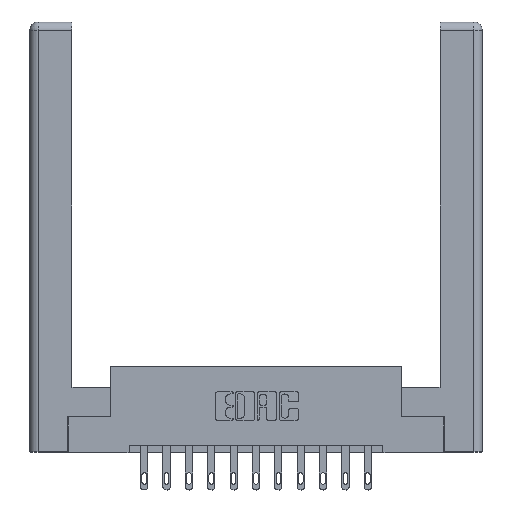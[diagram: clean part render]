
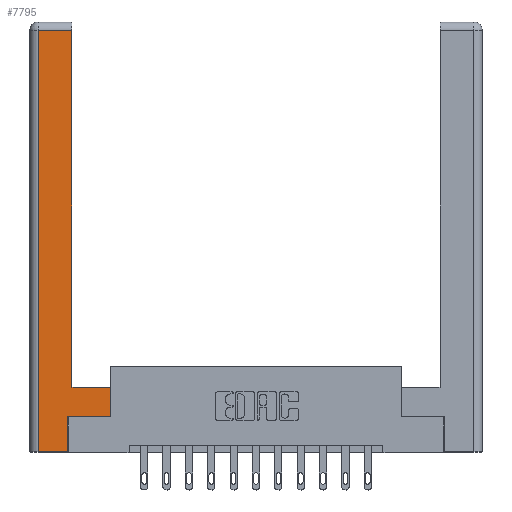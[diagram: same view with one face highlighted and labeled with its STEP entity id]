
A CAD part, top view. The second image highlights one B-rep face of the part: STEP entity #7795.
In plain terms, the highlighted planar face has unit normal (0, 0, 1).
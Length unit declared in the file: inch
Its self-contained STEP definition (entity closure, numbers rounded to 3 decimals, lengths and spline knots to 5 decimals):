
#180 = CARTESIAN_POINT ( 'NONE',  ( 0.265, 0.245, 0. ) ) ;
#386 = CARTESIAN_POINT ( 'NONE',  ( 0.265, 0.245, 0. ) ) ;
#744 = CARTESIAN_POINT ( 'NONE',  ( 0.295, 0.45, 0. ) ) ;
#1010 = CARTESIAN_POINT ( 'NONE',  ( 0., 0., 0. ) ) ;
#1019 = EDGE_LOOP ( 'NONE', ( #4832, #14947, #6416, #11794, #6772, #9581, #13483, #11409 ) ) ;
#1140 = EDGE_CURVE ( 'NONE', #7590, #14505, #4396, .T. ) ;
#1900 = DIRECTION ( 'NONE',  ( 1., 0., 0. ) ) ;
#1990 = CARTESIAN_POINT ( 'NONE',  ( 0.565, 0.245, 0. ) ) ;
#2783 = EDGE_CURVE ( 'NONE', #10240, #3307, #9833, .T. ) ;
#3031 = CARTESIAN_POINT ( 'NONE',  ( 0.295, 0.45, 0. ) ) ;
#3275 = LINE ( 'NONE', #10890, #9490 ) ;
#3307 = VERTEX_POINT ( 'NONE', #7565 ) ;
#3474 = VERTEX_POINT ( 'NONE', #13221 ) ;
#3484 = VECTOR ( 'NONE', #5083, 39.37008 ) ;
#4082 = LINE ( 'NONE', #1990, #11177 ) ;
#4396 = LINE ( 'NONE', #3031, #4798 ) ;
#4519 = EDGE_CURVE ( 'NONE', #14826, #10240, #10697, .T. ) ;
#4551 = DIRECTION ( 'NONE',  ( -1., 0., 0. ) ) ;
#4798 = VECTOR ( 'NONE', #14579, 39.37008 ) ;
#4832 = ORIENTED_EDGE ( 'NONE', *, *, #12360, .T. ) ;
#4888 = VECTOR ( 'NONE', #13901, 39.37008 ) ;
#4988 = FACE_OUTER_BOUND ( 'NONE', #1019, .T. ) ;
#5066 = LINE ( 'NONE', #12472, #4888 ) ;
#5083 = DIRECTION ( 'NONE',  ( 0., 1., 0. ) ) ;
#5108 = DIRECTION ( 'NONE',  ( 0., 1., 0. ) ) ;
#5219 = CARTESIAN_POINT ( 'NONE',  ( 0.565, 0.45, 0. ) ) ;
#5305 = VERTEX_POINT ( 'NONE', #10812 ) ;
#5424 = VECTOR ( 'NONE', #8799, 39.37008 ) ;
#5717 = CARTESIAN_POINT ( 'NONE',  ( 0.265, 0., 0. ) ) ;
#6416 = ORIENTED_EDGE ( 'NONE', *, *, #4519, .T. ) ;
#6619 = CARTESIAN_POINT ( 'NONE',  ( 0.0615, 0., 0. ) ) ;
#6772 = ORIENTED_EDGE ( 'NONE', *, *, #8111, .T. ) ;
#7058 = EDGE_CURVE ( 'NONE', #14899, #5305, #4082, .T. ) ;
#7565 = CARTESIAN_POINT ( 'NONE',  ( 0.265, 0., 0. ) ) ;
#7590 = VERTEX_POINT ( 'NONE', #5219 ) ;
#7595 = CARTESIAN_POINT ( 'NONE',  ( 0.0615, 0., 0. ) ) ;
#7795 = ADVANCED_FACE ( 'NONE', ( #4988 ), #12588, .F. ) ;
#7853 = EDGE_CURVE ( 'NONE', #3474, #14826, #12627, .T. ) ;
#8111 = EDGE_CURVE ( 'NONE', #3307, #14899, #14994, .T. ) ;
#8771 = EDGE_CURVE ( 'NONE', #5305, #7590, #3275, .T. ) ;
#8799 = DIRECTION ( 'NONE',  ( 0., -1., 0. ) ) ;
#8995 = DIRECTION ( 'NONE',  ( -1., 0., 0. ) ) ;
#9339 = AXIS2_PLACEMENT_3D ( 'NONE', #1010, #14882, #4551 ) ;
#9490 = VECTOR ( 'NONE', #5108, 39.37008 ) ;
#9581 = ORIENTED_EDGE ( 'NONE', *, *, #7058, .T. ) ;
#9833 = LINE ( 'NONE', #5717, #10758 ) ;
#10240 = VERTEX_POINT ( 'NONE', #6619 ) ;
#10382 = CARTESIAN_POINT ( 'NONE',  ( 0.0615, 2.94, 0. ) ) ;
#10697 = LINE ( 'NONE', #7595, #5424 ) ;
#10758 = VECTOR ( 'NONE', #11792, 39.37008 ) ;
#10812 = CARTESIAN_POINT ( 'NONE',  ( 0.565, 0.245, 0. ) ) ;
#10890 = CARTESIAN_POINT ( 'NONE',  ( 0.565, 0.45, 0. ) ) ;
#11177 = VECTOR ( 'NONE', #1900, 39.37008 ) ;
#11409 = ORIENTED_EDGE ( 'NONE', *, *, #1140, .T. ) ;
#11792 = DIRECTION ( 'NONE',  ( 1., 0., 0. ) ) ;
#11794 = ORIENTED_EDGE ( 'NONE', *, *, #2783, .T. ) ;
#12281 = VECTOR ( 'NONE', #8995, 39.37008 ) ;
#12360 = EDGE_CURVE ( 'NONE', #14505, #3474, #5066, .T. ) ;
#12472 = CARTESIAN_POINT ( 'NONE',  ( 0.295, 3., 0. ) ) ;
#12588 = PLANE ( 'NONE',  #9339 ) ;
#12627 = LINE ( 'NONE', #10382, #12281 ) ;
#13132 = CARTESIAN_POINT ( 'NONE',  ( 0.0615, 2.94, 0. ) ) ;
#13221 = CARTESIAN_POINT ( 'NONE',  ( 0.295, 2.94, 0. ) ) ;
#13483 = ORIENTED_EDGE ( 'NONE', *, *, #8771, .T. ) ;
#13901 = DIRECTION ( 'NONE',  ( 0., 1., 0. ) ) ;
#14505 = VERTEX_POINT ( 'NONE', #744 ) ;
#14579 = DIRECTION ( 'NONE',  ( -1., 0., 0. ) ) ;
#14826 = VERTEX_POINT ( 'NONE', #13132 ) ;
#14882 = DIRECTION ( 'NONE',  ( 0., 0., -1. ) ) ;
#14899 = VERTEX_POINT ( 'NONE', #180 ) ;
#14947 = ORIENTED_EDGE ( 'NONE', *, *, #7853, .T. ) ;
#14994 = LINE ( 'NONE', #386, #3484 ) ;
